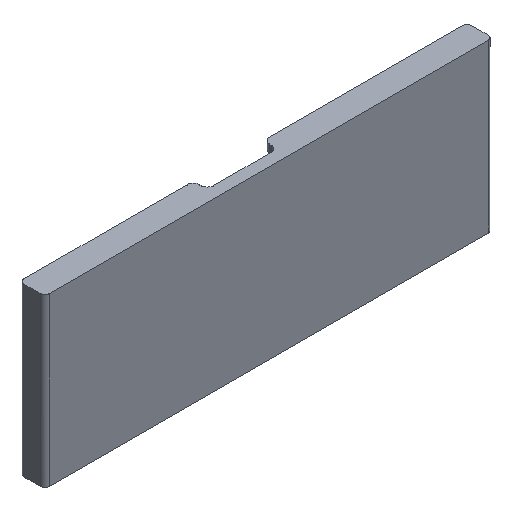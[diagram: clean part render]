
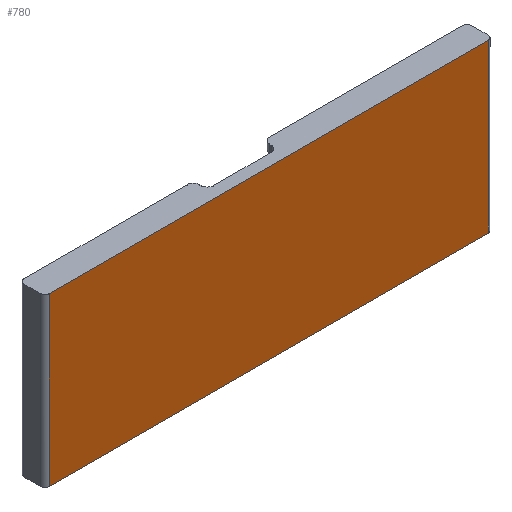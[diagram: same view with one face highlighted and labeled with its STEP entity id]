
A CAD part, isometric view. The second image highlights one B-rep face of the part: STEP entity #780.
In plain terms, the highlighted free-form (B-spline) face has degree [1, 1] with [2, 2] control points.
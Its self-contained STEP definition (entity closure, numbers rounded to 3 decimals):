
#332 = VERTEX_POINT('',#333);
#333 = CARTESIAN_POINT('',(133.414,0.,-50.761));
#339 = EDGE_CURVE('',#332,#340,#342,.T.);
#340 = VERTEX_POINT('',#341);
#341 = CARTESIAN_POINT('',(-133.414,0.,-50.761));
#342 = B_SPLINE_CURVE_WITH_KNOTS('',1,(#343,#344),.UNSPECIFIED.,.F.,.F.,
  (2,2),(-253.5,-2.5),.PIECEWISE_BEZIER_KNOTS.);
#343 = CARTESIAN_POINT('',(133.414,0.,-50.761));
#344 = CARTESIAN_POINT('',(-133.414,0.,-50.761));
#495 = VERTEX_POINT('',#496);
#496 = CARTESIAN_POINT('',(-133.414,0.,50.761));
#502 = EDGE_CURVE('',#495,#503,#505,.T.);
#503 = VERTEX_POINT('',#504);
#504 = CARTESIAN_POINT('',(133.414,0.,50.761));
#505 = B_SPLINE_CURVE_WITH_KNOTS('',1,(#506,#507),.UNSPECIFIED.,.F.,.F.,
  (2,2),(2.5,253.5),.PIECEWISE_BEZIER_KNOTS.);
#506 = CARTESIAN_POINT('',(-133.414,0.,50.761));
#507 = CARTESIAN_POINT('',(133.414,0.,50.761));
#780 = ADVANCED_FACE('',(#781),#795,.T.);
#781 = FACE_BOUND('',#782,.T.);
#782 = EDGE_LOOP('',(#783,#784,#789,#790));
#783 = ORIENTED_EDGE('',*,*,#339,.F.);
#784 = ORIENTED_EDGE('',*,*,#785,.T.);
#785 = EDGE_CURVE('',#332,#503,#786,.T.);
#786 = B_SPLINE_CURVE_WITH_KNOTS('',1,(#787,#788),.UNSPECIFIED.,.F.,.F.,
  (2,2),(-95.5,0.),.PIECEWISE_BEZIER_KNOTS.);
#787 = CARTESIAN_POINT('',(133.414,0.,-50.761));
#788 = CARTESIAN_POINT('',(133.414,0.,50.761));
#789 = ORIENTED_EDGE('',*,*,#502,.F.);
#790 = ORIENTED_EDGE('',*,*,#791,.T.);
#791 = EDGE_CURVE('',#495,#340,#792,.T.);
#792 = B_SPLINE_CURVE_WITH_KNOTS('',1,(#793,#794),.UNSPECIFIED.,.F.,.F.,
  (2,2),(-95.5,-0.),.PIECEWISE_BEZIER_KNOTS.);
#793 = CARTESIAN_POINT('',(-133.414,0.,50.761));
#794 = CARTESIAN_POINT('',(-133.414,0.,-50.761));
#795 = B_SPLINE_SURFACE_WITH_KNOTS('',1,1,(
    (#796,#797)
    ,(#798,#799
    )),.UNSPECIFIED.,.F.,.F.,.F.,(2,2),(2,2),(-47.75,47.75),(-125.5,
    125.5),.PIECEWISE_BEZIER_KNOTS.);
#796 = CARTESIAN_POINT('',(-133.414,0.,50.761));
#797 = CARTESIAN_POINT('',(133.414,0.,50.761));
#798 = CARTESIAN_POINT('',(-133.414,0.,-50.761));
#799 = CARTESIAN_POINT('',(133.414,0.,-50.761));
